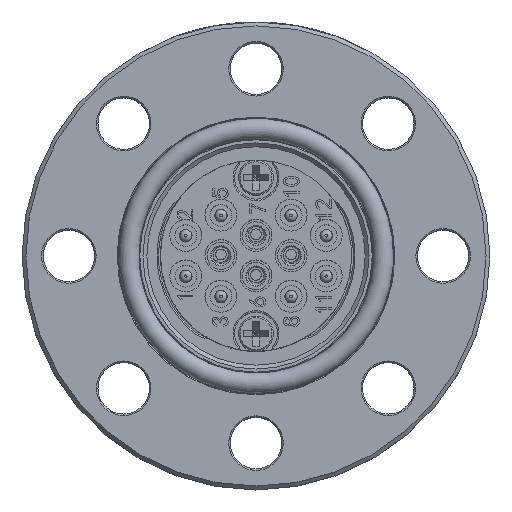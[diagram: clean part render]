
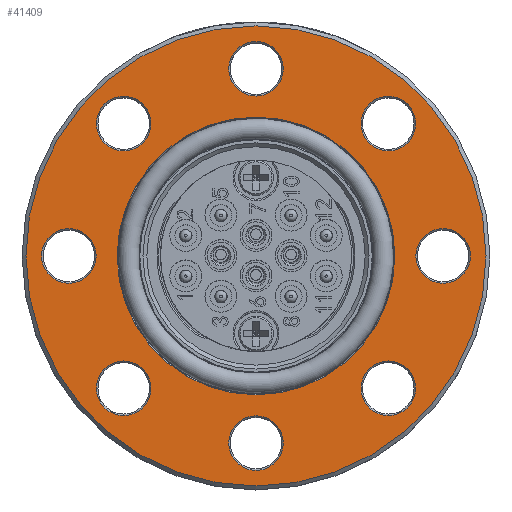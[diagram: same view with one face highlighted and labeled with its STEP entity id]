
A CAD part, top view. The second image highlights one B-rep face of the part: STEP entity #41409.
In plain terms, the highlighted planar face has unit normal (0, 0, 1).
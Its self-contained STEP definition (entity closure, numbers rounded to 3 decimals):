
#582 = EDGE_CURVE ( 'NONE', #5601, #5601, #2397, .T. ) ;
#1133 = CARTESIAN_POINT ( 'NONE',  ( 0., 0., 0. ) ) ;
#1785 = FACE_BOUND ( 'NONE', #35160, .T. ) ;
#2124 = DIRECTION ( 'NONE',  ( 1., 0., 0. ) ) ;
#2397 = CIRCLE ( 'NONE', #39733, 29.5 ) ;
#2543 = VERTEX_POINT ( 'NONE', #32890 ) ;
#3176 = DIRECTION ( 'NONE',  ( 0., 0., -1. ) ) ;
#3744 = CARTESIAN_POINT ( 'NONE',  ( -24., 0., 0. ) ) ;
#4127 = EDGE_LOOP ( 'NONE', ( #50732 ) ) ;
#4518 = CARTESIAN_POINT ( 'NONE',  ( 0., 24., 0. ) ) ;
#5601 = VERTEX_POINT ( 'NONE', #30934 ) ;
#5973 = EDGE_LOOP ( 'NONE', ( #38266 ) ) ;
#6050 = EDGE_CURVE ( 'NONE', #48938, #48938, #47613, .T. ) ;
#6226 = EDGE_LOOP ( 'NONE', ( #57532 ) ) ;
#7131 = FACE_BOUND ( 'NONE', #6226, .T. ) ;
#7984 = VERTEX_POINT ( 'NONE', #8650 ) ;
#8650 = CARTESIAN_POINT ( 'NONE',  ( 17.8, 0., 0. ) ) ;
#9272 = DIRECTION ( 'NONE',  ( 0., 0., 1. ) ) ;
#10782 = CIRCLE ( 'NONE', #36337, 3.5 ) ;
#11283 = AXIS2_PLACEMENT_3D ( 'NONE', #29293, #24640, #17417 ) ;
#11741 = EDGE_CURVE ( 'NONE', #2543, #2543, #46436, .T. ) ;
#11913 = ORIENTED_EDGE ( 'NONE', *, *, #19813, .T. ) ;
#12154 = PLANE ( 'NONE',  #32982 ) ;
#12178 = CARTESIAN_POINT ( 'NONE',  ( -20.5, 0., 0. ) ) ;
#12532 = EDGE_CURVE ( 'NONE', #38260, #38260, #25639, .T. ) ;
#13821 = CARTESIAN_POINT ( 'NONE',  ( -13.471, -16.971, 0. ) ) ;
#14559 = CARTESIAN_POINT ( 'NONE',  ( 27.5, 0., 0. ) ) ;
#14672 = ORIENTED_EDGE ( 'NONE', *, *, #6050, .T. ) ;
#16143 = CIRCLE ( 'NONE', #24672, 3.5 ) ;
#17417 = DIRECTION ( 'NONE',  ( 1., 0., 0. ) ) ;
#17524 = EDGE_LOOP ( 'NONE', ( #23858 ) ) ;
#17592 = DIRECTION ( 'NONE',  ( 0., 0., -1. ) ) ;
#18250 = DIRECTION ( 'NONE',  ( 1., 0., 0. ) ) ;
#18832 = CARTESIAN_POINT ( 'NONE',  ( 20.471, 16.971, 0. ) ) ;
#19019 = EDGE_LOOP ( 'NONE', ( #53026 ) ) ;
#19219 = DIRECTION ( 'NONE',  ( 1., 0., 0. ) ) ;
#19268 = AXIS2_PLACEMENT_3D ( 'NONE', #4518, #24887, #19219 ) ;
#19813 = EDGE_CURVE ( 'NONE', #40573, #40573, #16143, .T. ) ;
#21281 = DIRECTION ( 'NONE',  ( 0., 0., -1. ) ) ;
#22173 = FACE_BOUND ( 'NONE', #4127, .T. ) ;
#23791 = DIRECTION ( 'NONE',  ( 0., 0., -1. ) ) ;
#23858 = ORIENTED_EDGE ( 'NONE', *, *, #11741, .T. ) ;
#24370 = ORIENTED_EDGE ( 'NONE', *, *, #65221, .T. ) ;
#24454 = EDGE_LOOP ( 'NONE', ( #24370 ) ) ;
#24640 = DIRECTION ( 'NONE',  ( 0., 0., -1. ) ) ;
#24666 = VERTEX_POINT ( 'NONE', #60705 ) ;
#24672 = AXIS2_PLACEMENT_3D ( 'NONE', #48944, #17592, #18250 ) ;
#24887 = DIRECTION ( 'NONE',  ( 0., 0., -1. ) ) ;
#25639 = CIRCLE ( 'NONE', #19268, 3.5 ) ;
#26499 = FACE_BOUND ( 'NONE', #17524, .T. ) ;
#27161 = FACE_BOUND ( 'NONE', #24454, .T. ) ;
#27478 = DIRECTION ( 'NONE',  ( 0., 0., 1. ) ) ;
#27810 = FACE_BOUND ( 'NONE', #41558, .T. ) ;
#28236 = CIRCLE ( 'NONE', #58082, 3.5 ) ;
#28266 = EDGE_CURVE ( 'NONE', #42516, #42516, #10782, .T. ) ;
#29293 = CARTESIAN_POINT ( 'NONE',  ( 0., -24., 0. ) ) ;
#30146 = CARTESIAN_POINT ( 'NONE',  ( 16.971, 16.971, 0. ) ) ;
#30693 = VERTEX_POINT ( 'NONE', #18832 ) ;
#30934 = CARTESIAN_POINT ( 'NONE',  ( 29.5, 0., 0. ) ) ;
#31599 = ORIENTED_EDGE ( 'NONE', *, *, #39972, .T. ) ;
#31627 = AXIS2_PLACEMENT_3D ( 'NONE', #62448, #57770, #32697 ) ;
#32697 = DIRECTION ( 'NONE',  ( 1., 0., 0. ) ) ;
#32890 = CARTESIAN_POINT ( 'NONE',  ( 3.5, -24., 0. ) ) ;
#32982 = AXIS2_PLACEMENT_3D ( 'NONE', #1133, #27478, #42835 ) ;
#35160 = EDGE_LOOP ( 'NONE', ( #31599 ) ) ;
#35302 = ORIENTED_EDGE ( 'NONE', *, *, #12532, .T. ) ;
#36337 = AXIS2_PLACEMENT_3D ( 'NONE', #3744, #23791, #44122 ) ;
#38251 = CIRCLE ( 'NONE', #46781, 17.8 ) ;
#38260 = VERTEX_POINT ( 'NONE', #43921 ) ;
#38266 = ORIENTED_EDGE ( 'NONE', *, *, #582, .T. ) ;
#39640 = EDGE_CURVE ( 'NONE', #30693, #30693, #57459, .T. ) ;
#39733 = AXIS2_PLACEMENT_3D ( 'NONE', #60353, #9272, #61628 ) ;
#39972 = EDGE_CURVE ( 'NONE', #51093, #51093, #58558, .T. ) ;
#40573 = VERTEX_POINT ( 'NONE', #14559 ) ;
#41409 = ADVANCED_FACE ( 'NONE', ( #57204, #27161, #42493, #1785, #26499, #46853, #41854, #7131, #27810, #22173 ), #12154, .T. ) ;
#41558 = EDGE_LOOP ( 'NONE', ( #35302 ) ) ;
#41854 = FACE_BOUND ( 'NONE', #62441, .T. ) ;
#42493 = FACE_BOUND ( 'NONE', #19019, .T. ) ;
#42516 = VERTEX_POINT ( 'NONE', #12178 ) ;
#42529 = AXIS2_PLACEMENT_3D ( 'NONE', #30146, #61514, #62177 ) ;
#42835 = DIRECTION ( 'NONE',  ( 1., 0., 0. ) ) ;
#43921 = CARTESIAN_POINT ( 'NONE',  ( 3.5, 24., 0. ) ) ;
#44122 = DIRECTION ( 'NONE',  ( 1., 0., 0. ) ) ;
#44892 = CARTESIAN_POINT ( 'NONE',  ( 0., 0., 0. ) ) ;
#46091 = DIRECTION ( 'NONE',  ( 0., 0., -1. ) ) ;
#46436 = CIRCLE ( 'NONE', #11283, 3.5 ) ;
#46781 = AXIS2_PLACEMENT_3D ( 'NONE', #44892, #3176, #53612 ) ;
#46853 = FACE_BOUND ( 'NONE', #53159, .T. ) ;
#47613 = CIRCLE ( 'NONE', #31627, 3.5 ) ;
#48938 = VERTEX_POINT ( 'NONE', #63309 ) ;
#48944 = CARTESIAN_POINT ( 'NONE',  ( 24., 0., 0. ) ) ;
#50732 = ORIENTED_EDGE ( 'NONE', *, *, #55734, .T. ) ;
#51093 = VERTEX_POINT ( 'NONE', #13821 ) ;
#52882 = CARTESIAN_POINT ( 'NONE',  ( -16.971, 16.971, 0. ) ) ;
#53026 = ORIENTED_EDGE ( 'NONE', *, *, #28266, .T. ) ;
#53159 = EDGE_LOOP ( 'NONE', ( #14672 ) ) ;
#53612 = DIRECTION ( 'NONE',  ( 1., 0., 0. ) ) ;
#55734 = EDGE_CURVE ( 'NONE', #7984, #7984, #38251, .T. ) ;
#57204 = FACE_OUTER_BOUND ( 'NONE', #5973, .T. ) ;
#57459 = CIRCLE ( 'NONE', #42529, 3.5 ) ;
#57532 = ORIENTED_EDGE ( 'NONE', *, *, #39640, .T. ) ;
#57770 = DIRECTION ( 'NONE',  ( 0., 0., -1. ) ) ;
#58082 = AXIS2_PLACEMENT_3D ( 'NONE', #52882, #21281, #2124 ) ;
#58506 = AXIS2_PLACEMENT_3D ( 'NONE', #65817, #46091, #60474 ) ;
#58558 = CIRCLE ( 'NONE', #58506, 3.5 ) ;
#60353 = CARTESIAN_POINT ( 'NONE',  ( 0., 0., 0. ) ) ;
#60474 = DIRECTION ( 'NONE',  ( 1., 0., 0. ) ) ;
#60705 = CARTESIAN_POINT ( 'NONE',  ( -13.471, 16.971, 0. ) ) ;
#61514 = DIRECTION ( 'NONE',  ( 0., 0., -1. ) ) ;
#61628 = DIRECTION ( 'NONE',  ( 1., 0., 0. ) ) ;
#62177 = DIRECTION ( 'NONE',  ( 1., 0., 0. ) ) ;
#62441 = EDGE_LOOP ( 'NONE', ( #11913 ) ) ;
#62448 = CARTESIAN_POINT ( 'NONE',  ( 16.971, -16.971, 0. ) ) ;
#63309 = CARTESIAN_POINT ( 'NONE',  ( 20.471, -16.971, 0. ) ) ;
#65221 = EDGE_CURVE ( 'NONE', #24666, #24666, #28236, .T. ) ;
#65817 = CARTESIAN_POINT ( 'NONE',  ( -16.971, -16.971, 0. ) ) ;
